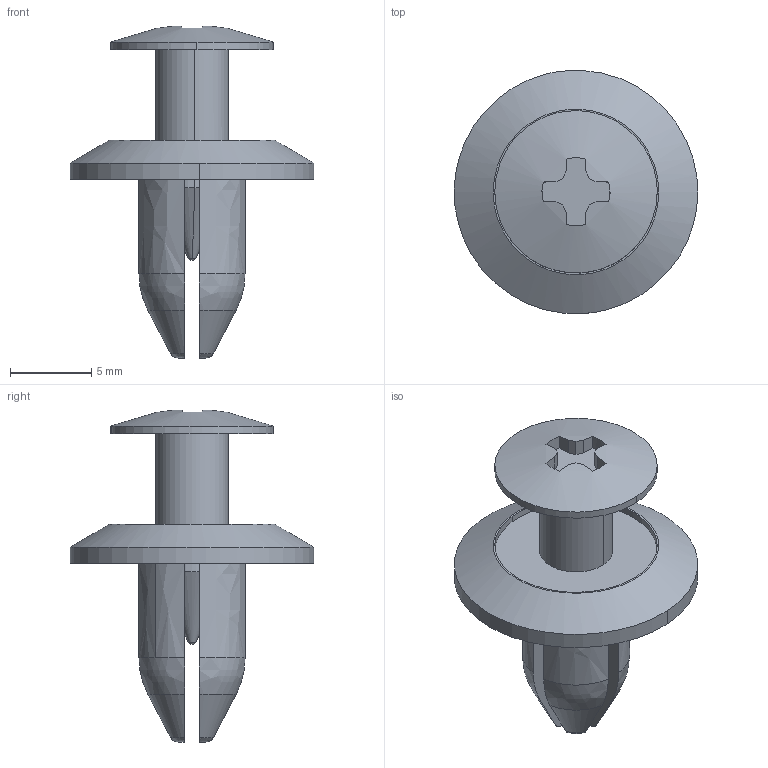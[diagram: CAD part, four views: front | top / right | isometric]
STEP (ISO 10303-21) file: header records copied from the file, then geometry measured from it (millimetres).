
FILE_DESCRIPTION((''),'2;1');
FILE_NAME('','2006-10-06T18:10:44',(''),(''),'','CADfix','');
FILE_SCHEMA(('AUTOMOTIVE_DESIGN'));
Length unit declared in the file: millimetre
Products named in the file (3): pin; grommet; TL_330_5_10529_36
Assembly tree (2 placements, depth 2):
  TL_330_5_10529_36
    pin
    grommet
Bounding box: 15 x 14.98 x 20.45 mm (x, y, z)
Volume: 641.9 mm3; surface area: 1168.1 mm2
Topology: 2 solids, 2 shells, 77 faces, 232 edges, 164 vertices
Faces by surface type: bspline 77
Entity records: 3024 total; most frequent: CARTESIAN_POINT 1683, ORIENTED_EDGE 464, EDGE_CURVE 232, VERTEX_POINT 164, QUASI_UNIFORM_CURVE 88, EDGE_LOOP 84, FACE_OUTER_BOUND 77, ADVANCED_FACE 77
